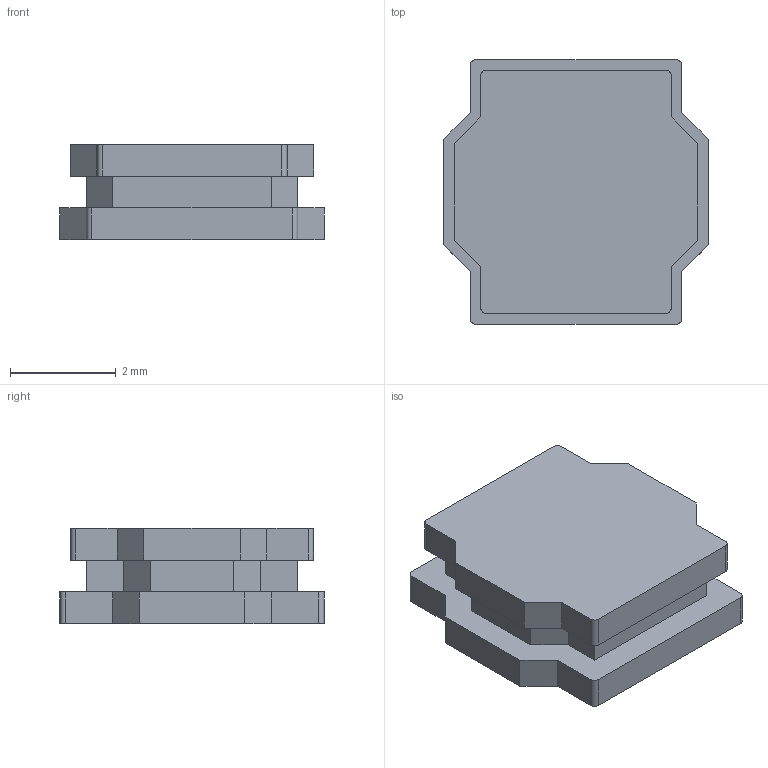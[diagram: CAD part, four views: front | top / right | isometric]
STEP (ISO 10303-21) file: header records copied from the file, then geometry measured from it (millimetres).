
FILE_DESCRIPTION(/* description */ (''),/* implementation_level */ '2;1');
FILE_NAME(/* name */ 'YAGEO_INDUCTOR.step',/* time_stamp */ '2022-01-27T11:27:27+10:00',/* author */ (''),/* organization */ (''),/* preprocessor_version */ 'ST-DEVELOPER v18.1',/* originating_system */ 'Autodesk Translation Framework v10.13.0.1454',/* authorisation */ '');
FILE_SCHEMA (('AUTOMOTIVE_DESIGN { 1 0 10303 214 3 1 1 }'));
Length unit declared in the file: millimetre
Products named in the file (1): (Unsaved)
Bounding box: 5 x 5 x 1.8 mm (x, y, z)
Volume: 33.3 mm3; surface area: 84.9 mm2
Topology: 1 solids, 1 shells, 48 faces, 132 edges, 88 vertices
Faces by surface type: plane 40, cylinder 8
Entity records: 1552 total; most frequent: CARTESIAN_POINT 269, ORIENTED_EDGE 264, DIRECTION 246, EDGE_CURVE 132, LINE 116, VECTOR 116, VERTEX_POINT 88, AXIS2_PLACEMENT_3D 65
